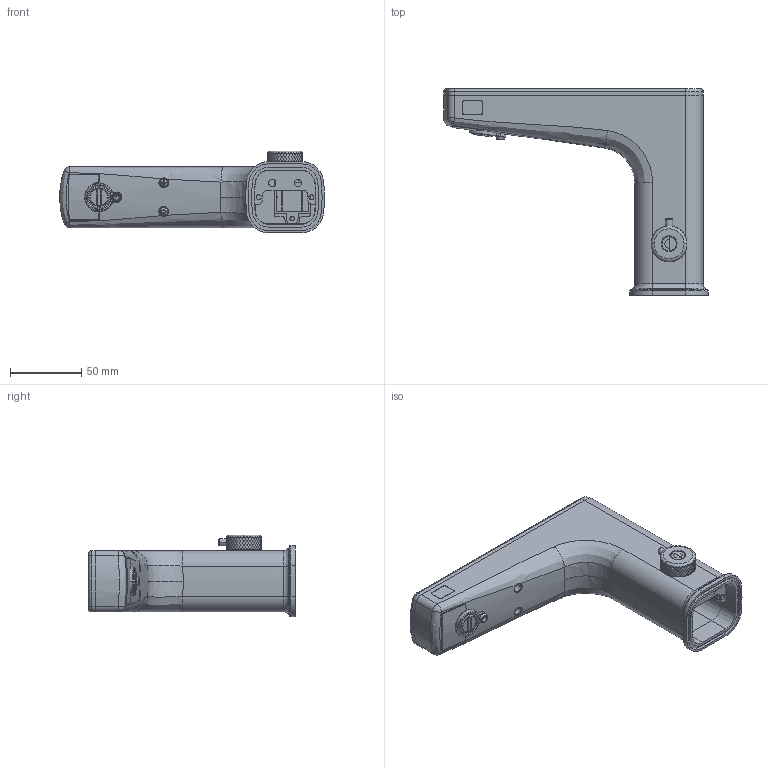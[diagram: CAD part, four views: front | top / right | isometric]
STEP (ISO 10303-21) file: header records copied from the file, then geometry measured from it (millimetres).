
FILE_DESCRIPTION((''),'2;1');
FILE_NAME('Y5608_ASM_ASM','2023-06-24T',('KKS'),(''),'PRO/ENGINEER BY PARAMETRIC TECHNOLOGY CORPORATION, 2014320','PRO/ENGINEER BY PARAMETRIC TECHNOLOGY CORPORATION, 2014320','');
FILE_SCHEMA(('CONFIG_CONTROL_DESIGN'));
Products named in the file (16): Y5608-LONGTOUTI_23; Y5608-SHUIZUIZUO_6; M16_5-QIPAOSHUIZUI_4; Y5608-SHUIZUI_ASM_9_ASM; Y5608-DIANYANCHUANG_8; Y5608-DIANYANKE_58; Y5608-DIANYAN_ASM_22_ASM; Y5608-LONGTOUSHANGGAI_50; M3X20_2; Y5608-WENXIANKE_16; Y5608-WENXIAN_ASM_17_ASM; Y5608-TIAOWENBASHOU_10; Y5608-XIAO_3; Y5608-TIEMO_2; Y5608_ASM_68_ASM; Y5608_ASM_ASM
Assembly tree (17 placements, depth 4):
  Y5608_ASM_ASM
    Y5608_ASM_68_ASM
      Y5608-LONGTOUTI_23
      Y5608-SHUIZUI_ASM_9_ASM
        Y5608-SHUIZUIZUO_6
        M16_5-QIPAOSHUIZUI_4
      Y5608-DIANYANCHUANG_8  x2
      Y5608-DIANYAN_ASM_22_ASM
        Y5608-DIANYANKE_58
      Y5608-LONGTOUSHANGGAI_50
      M3X20_2  x2
      Y5608-WENXIAN_ASM_17_ASM
        Y5608-WENXIANKE_16
      Y5608-TIAOWENBASHOU_10
      Y5608-XIAO_3
      Y5608-TIEMO_2
Bounding box: 185.5 x 144.8 x 57.3 mm (x, y, z)
Volume: 123238.2 mm3; surface area: 111808.2 mm2
Topology: 13 solids, 13 shells, 3166 faces, 7590 edges, 4492 vertices
Faces by surface type: bspline 1587, cylinder 829, plane 512, torus 151, cone 78, sphere 9
Entity records: 127082 total; most frequent: CARTESIAN_POINT 69114, ORIENTED_EDGE 14250, DIRECTION 7859, EDGE_CURVE 7125, VERTEX_POINT 4201, B_SPLINE_CURVE_WITH_KNOTS 3532, EDGE_LOOP 3070, FACE_OUTER_BOUND 2990
